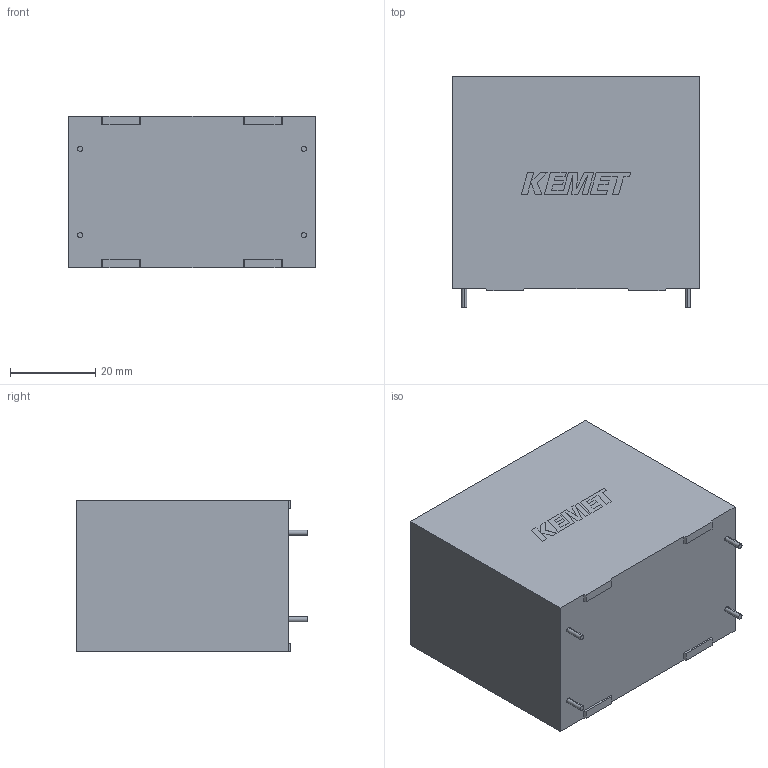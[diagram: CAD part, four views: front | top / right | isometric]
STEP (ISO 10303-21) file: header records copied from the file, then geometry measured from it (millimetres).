
FILE_DESCRIPTION (( 'STEP AP214' ), '1' );
FILE_NAME ('CFP_RB4G_57.5X50X35_L58.1H50.3T35.5S52.5S120.3LL4F1.2G0.5.STEP', '2020-05-13T23:58:50', ( '' ), ( '' ), 'SwSTEP 2.0', 'SolidWorks 2014', '' );
FILE_SCHEMA (( 'AUTOMOTIVE_DESIGN' ));
Length unit declared in the file: millimetre
Products named in the file (1): CFP_RB4G_57.5X50X35_L58.1H50.3T35.5S52.5S120.3LL4F1.2G0.5
Bounding box: 58.1 x 54.3 x 35.51 mm (x, y, z)
Volume: 102771.2 mm3; surface area: 13705.6 mm2
Topology: 4 solids, 4 shells, 91 faces, 237 edges, 158 vertices
Faces by surface type: plane 83, cylinder 8
Entity records: 3182 total; most frequent: CARTESIAN_POINT 487, ORIENTED_EDGE 474, DIRECTION 437, EDGE_CURVE 237, LINE 221, VECTOR 221, VERTEX_POINT 158, AXIS2_PLACEMENT_3D 108
